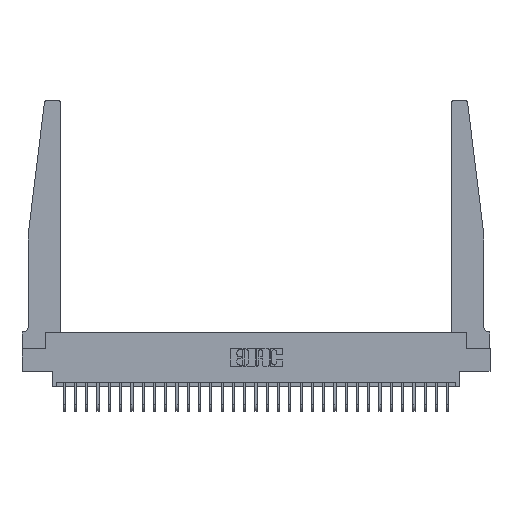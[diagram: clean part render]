
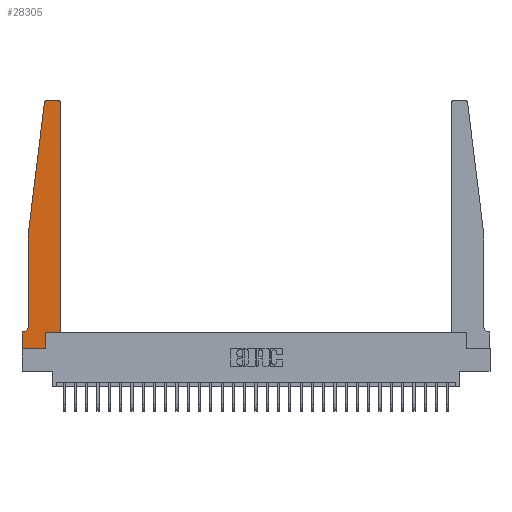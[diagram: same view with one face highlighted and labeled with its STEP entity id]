
A CAD part, top view. The second image highlights one B-rep face of the part: STEP entity #28305.
In plain terms, the highlighted planar face has unit normal (0, 0, 1).
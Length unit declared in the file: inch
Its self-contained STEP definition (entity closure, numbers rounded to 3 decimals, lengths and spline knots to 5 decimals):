
#430 = CARTESIAN_POINT ( 'NONE',  ( 0.425, 0.18, 0.37 ) ) ;
#768 = EDGE_CURVE ( 'NONE', #20822, #1748, #28578, .T. ) ;
#971 = DIRECTION ( 'NONE',  ( 0., 1., 0. ) ) ;
#999 = ORIENTED_EDGE ( 'NONE', *, *, #21178, .T. ) ;
#1146 = EDGE_LOOP ( 'NONE', ( #25524, #2708, #2942, #13818, #9988, #9631, #23147, #999, #1278, #13078, #26050, #28282 ) ) ;
#1258 = LINE ( 'NONE', #24937, #5076 ) ;
#1278 = ORIENTED_EDGE ( 'NONE', *, *, #30613, .T. ) ;
#1662 = DIRECTION ( 'NONE',  ( 0., 0., -1. ) ) ;
#1698 = VECTOR ( 'NONE', #30544, 39.37008 ) ;
#1735 = EDGE_CURVE ( 'NONE', #22268, #27089, #27741, .T. ) ;
#1748 = VERTEX_POINT ( 'NONE', #5744 ) ;
#1850 = CARTESIAN_POINT ( 'NONE',  ( 0.065, 1.25, 0.37 ) ) ;
#2416 = LINE ( 'NONE', #11990, #13845 ) ;
#2708 = ORIENTED_EDGE ( 'NONE', *, *, #7241, .T. ) ;
#2942 = ORIENTED_EDGE ( 'NONE', *, *, #11049, .T. ) ;
#2996 = DIRECTION ( 'NONE',  ( 1., 0., 0. ) ) ;
#3224 = CARTESIAN_POINT ( 'NONE',  ( 0.395, 2.72, 0.37 ) ) ;
#3291 = LINE ( 'NONE', #5037, #18262 ) ;
#4192 = LINE ( 'NONE', #1850, #16065 ) ;
#4415 = CARTESIAN_POINT ( 'NONE',  ( 0.425, 2.72, 0.37 ) ) ;
#4594 = VERTEX_POINT ( 'NONE', #430 ) ;
#5013 = CARTESIAN_POINT ( 'NONE',  ( 0.2605, 0., 0.37 ) ) ;
#5037 = CARTESIAN_POINT ( 'NONE',  ( 0., 0., 0.37 ) ) ;
#5076 = VECTOR ( 'NONE', #971, 39.37008 ) ;
#5135 = VERTEX_POINT ( 'NONE', #14802 ) ;
#5271 = CIRCLE ( 'NONE', #17298, 0.03 ) ;
#5589 = DIRECTION ( 'NONE',  ( 0., 0., 1. ) ) ;
#5744 = CARTESIAN_POINT ( 'NONE',  ( 0., 0., 0.37 ) ) ;
#5747 = EDGE_CURVE ( 'NONE', #27089, #23600, #11311, .T. ) ;
#5987 = VERTEX_POINT ( 'NONE', #5013 ) ;
#6010 = CARTESIAN_POINT ( 'NONE',  ( 0., 0.1875, 0.37 ) ) ;
#6902 = CARTESIAN_POINT ( 'NONE',  ( 0.015, 0.1875, 0.37 ) ) ;
#7123 = CARTESIAN_POINT ( 'NONE',  ( 0., 0., 0.37 ) ) ;
#7241 = EDGE_CURVE ( 'NONE', #23600, #27495, #5271, .T. ) ;
#7467 = CARTESIAN_POINT ( 'NONE',  ( 0.065, 0.2375, 0.37 ) ) ;
#7622 = CARTESIAN_POINT ( 'NONE',  ( 0.065, 1.25, 0.37 ) ) ;
#7655 = PLANE ( 'NONE',  #29466 ) ;
#9631 = ORIENTED_EDGE ( 'NONE', *, *, #10276, .T. ) ;
#9738 = VERTEX_POINT ( 'NONE', #7467 ) ;
#9988 = ORIENTED_EDGE ( 'NONE', *, *, #27364, .T. ) ;
#10276 = EDGE_CURVE ( 'NONE', #26349, #20822, #2416, .T. ) ;
#10491 = DIRECTION ( 'NONE',  ( 1., 0., 0. ) ) ;
#11049 = EDGE_CURVE ( 'NONE', #27495, #25630, #29225, .T. ) ;
#11311 = LINE ( 'NONE', #25716, #1698 ) ;
#11990 = CARTESIAN_POINT ( 'NONE',  ( 0.065, 0.1875, 0.37 ) ) ;
#12208 = CARTESIAN_POINT ( 'NONE',  ( 0., 0.1875, 0.37 ) ) ;
#13078 = ORIENTED_EDGE ( 'NONE', *, *, #20680, .T. ) ;
#13319 = CARTESIAN_POINT ( 'NONE',  ( 0.065, 1.25, 0.37 ) ) ;
#13716 = VECTOR ( 'NONE', #21777, 39.37008 ) ;
#13818 = ORIENTED_EDGE ( 'NONE', *, *, #17140, .T. ) ;
#13845 = VECTOR ( 'NONE', #19181, 39.37008 ) ;
#14236 = VECTOR ( 'NONE', #21545, 39.37008 ) ;
#14672 = DIRECTION ( 'NONE',  ( 0., 1., 0. ) ) ;
#14802 = CARTESIAN_POINT ( 'NONE',  ( 0.2605, 0.18, 0.37 ) ) ;
#14990 = LINE ( 'NONE', #27049, #16531 ) ;
#16065 = VECTOR ( 'NONE', #18028, 39.37008 ) ;
#16239 = DIRECTION ( 'NONE',  ( -1., 0., 0. ) ) ;
#16531 = VECTOR ( 'NONE', #14672, 39.37008 ) ;
#16795 = CARTESIAN_POINT ( 'NONE',  ( 0.27653, 2.75, 0.37 ) ) ;
#16907 = DIRECTION ( 'NONE',  ( 1., 0., 0. ) ) ;
#17140 = EDGE_CURVE ( 'NONE', #25630, #9738, #4192, .T. ) ;
#17298 = AXIS2_PLACEMENT_3D ( 'NONE', #24450, #24925, #22260 ) ;
#18028 = DIRECTION ( 'NONE',  ( 0., -1., 0. ) ) ;
#18262 = VECTOR ( 'NONE', #2996, 39.37008 ) ;
#18730 = AXIS2_PLACEMENT_3D ( 'NONE', #3224, #5589, #10491 ) ;
#19181 = DIRECTION ( 'NONE',  ( -1., 0., 0. ) ) ;
#19697 = DIRECTION ( 'NONE',  ( -0.122, -0.992, 0. ) ) ;
#20680 = EDGE_CURVE ( 'NONE', #5135, #4594, #28664, .T. ) ;
#20822 = VERTEX_POINT ( 'NONE', #6010 ) ;
#21178 = EDGE_CURVE ( 'NONE', #1748, #5987, #3291, .T. ) ;
#21545 = DIRECTION ( 'NONE',  ( 0., -1., 0. ) ) ;
#21777 = DIRECTION ( 'NONE',  ( 1., 0., 0. ) ) ;
#22076 = DIRECTION ( 'NONE',  ( 0., 0., 1. ) ) ;
#22260 = DIRECTION ( 'NONE',  ( 1., 0., 0. ) ) ;
#22268 = VERTEX_POINT ( 'NONE', #4415 ) ;
#23147 = ORIENTED_EDGE ( 'NONE', *, *, #768, .T. ) ;
#23600 = VERTEX_POINT ( 'NONE', #16795 ) ;
#24450 = CARTESIAN_POINT ( 'NONE',  ( 0.27653, 2.72, 0.37 ) ) ;
#24883 = VECTOR ( 'NONE', #19697, 39.37008 ) ;
#24925 = DIRECTION ( 'NONE',  ( 0., 0., 1. ) ) ;
#24937 = CARTESIAN_POINT ( 'NONE',  ( 0.2605, 0.18, 0.37 ) ) ;
#25346 = CARTESIAN_POINT ( 'NONE',  ( 0.015, 0.2375, 0.37 ) ) ;
#25477 = CIRCLE ( 'NONE', #26965, 0.05 ) ;
#25524 = ORIENTED_EDGE ( 'NONE', *, *, #5747, .T. ) ;
#25630 = VERTEX_POINT ( 'NONE', #13319 ) ;
#25716 = CARTESIAN_POINT ( 'NONE',  ( 0.25, 2.75, 0.37 ) ) ;
#25964 = CARTESIAN_POINT ( 'NONE',  ( 0.24675, 2.72367, 0.37 ) ) ;
#26050 = ORIENTED_EDGE ( 'NONE', *, *, #29662, .T. ) ;
#26339 = CARTESIAN_POINT ( 'NONE',  ( 0.425, 0.18, 0.37 ) ) ;
#26349 = VERTEX_POINT ( 'NONE', #6902 ) ;
#26965 = AXIS2_PLACEMENT_3D ( 'NONE', #25346, #1662, #16239 ) ;
#27049 = CARTESIAN_POINT ( 'NONE',  ( 0.425, 0.18, 0.37 ) ) ;
#27089 = VERTEX_POINT ( 'NONE', #27385 ) ;
#27364 = EDGE_CURVE ( 'NONE', #9738, #26349, #25477, .T. ) ;
#27385 = CARTESIAN_POINT ( 'NONE',  ( 0.395, 2.75, 0.37 ) ) ;
#27495 = VERTEX_POINT ( 'NONE', #25964 ) ;
#27741 = CIRCLE ( 'NONE', #18730, 0.03 ) ;
#28282 = ORIENTED_EDGE ( 'NONE', *, *, #1735, .T. ) ;
#28305 = ADVANCED_FACE ( 'NONE', ( #29103 ), #7655, .T. ) ;
#28578 = LINE ( 'NONE', #7123, #14236 ) ;
#28664 = LINE ( 'NONE', #26339, #13716 ) ;
#29103 = FACE_OUTER_BOUND ( 'NONE', #1146, .T. ) ;
#29225 = LINE ( 'NONE', #7622, #24883 ) ;
#29466 = AXIS2_PLACEMENT_3D ( 'NONE', #12208, #22076, #16907 ) ;
#29662 = EDGE_CURVE ( 'NONE', #4594, #22268, #14990, .T. ) ;
#30544 = DIRECTION ( 'NONE',  ( -1., 0., 0. ) ) ;
#30613 = EDGE_CURVE ( 'NONE', #5987, #5135, #1258, .T. ) ;
